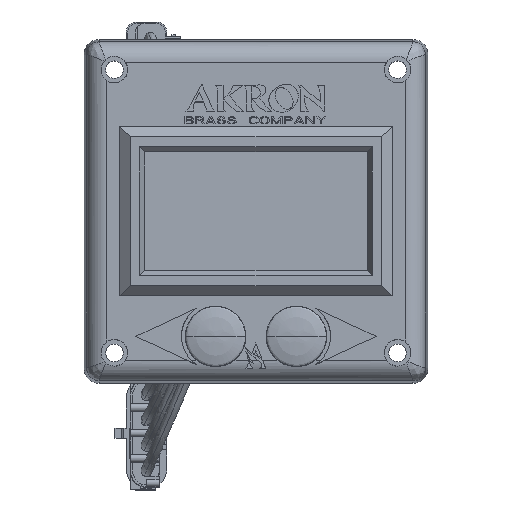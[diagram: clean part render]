
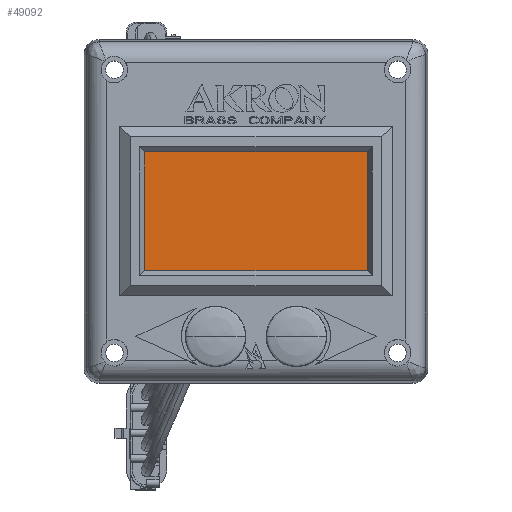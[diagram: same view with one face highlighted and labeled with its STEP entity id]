
A CAD part, top view. The second image highlights one B-rep face of the part: STEP entity #49092.
In plain terms, the highlighted planar face has unit normal (0, 0, 1).
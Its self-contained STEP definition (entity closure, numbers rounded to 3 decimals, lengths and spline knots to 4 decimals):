
#6405=DIRECTION('',(0.,-1.,0.));
#6406=VECTOR('',#6405,1.467);
#6407=CARTESIAN_POINT('',(-1.375,0.7335,1.));
#6408=LINE('',#6407,#6406);
#6409=DIRECTION('',(-1.,0.,0.));
#6410=VECTOR('',#6409,2.75);
#6411=CARTESIAN_POINT('',(1.375,0.7335,1.));
#6412=LINE('',#6411,#6410);
#6413=DIRECTION('',(0.,1.,0.));
#6414=VECTOR('',#6413,1.467);
#6415=CARTESIAN_POINT('',(1.375,-0.7335,1.));
#6416=LINE('',#6415,#6414);
#6417=DIRECTION('',(1.,0.,0.));
#6418=VECTOR('',#6417,2.75);
#6419=CARTESIAN_POINT('',(-1.375,-0.7335,1.));
#6420=LINE('',#6419,#6418);
#34408=CARTESIAN_POINT('',(-1.375,0.7335,1.));
#34409=CARTESIAN_POINT('',(-1.375,-0.7335,1.));
#34410=VERTEX_POINT('',#34408);
#34411=VERTEX_POINT('',#34409);
#34412=CARTESIAN_POINT('',(1.375,-0.7335,1.));
#34413=VERTEX_POINT('',#34412);
#34414=CARTESIAN_POINT('',(1.375,0.7335,1.));
#34415=VERTEX_POINT('',#34414);
#49080=CARTESIAN_POINT('',(-1.6875,0.,1.));
#49081=DIRECTION('',(0.,0.,1.));
#49082=DIRECTION('',(1.,0.,0.));
#49083=AXIS2_PLACEMENT_3D('',#49080,#49081,#49082);
#49084=PLANE('',#49083);
#49085=ORIENTED_EDGE('',*,*,#49073,.F.);
#49086=ORIENTED_EDGE('',*,*,#49004,.F.);
#49087=ORIENTED_EDGE('',*,*,#49020,.F.);
#49089=ORIENTED_EDGE('',*,*,#49088,.F.);
#49090=EDGE_LOOP('',(#49085,#49086,#49087,#49089));
#49091=FACE_OUTER_BOUND('',#49090,.F.);
#49092=ADVANCED_FACE('',(#49091),#49084,.T.);
#49004=EDGE_CURVE('',#34415,#34410,#6412,.T.);
#49020=EDGE_CURVE('',#34413,#34415,#6416,.T.);
#49073=EDGE_CURVE('',#34410,#34411,#6408,.T.);
#49088=EDGE_CURVE('',#34411,#34413,#6420,.T.);
